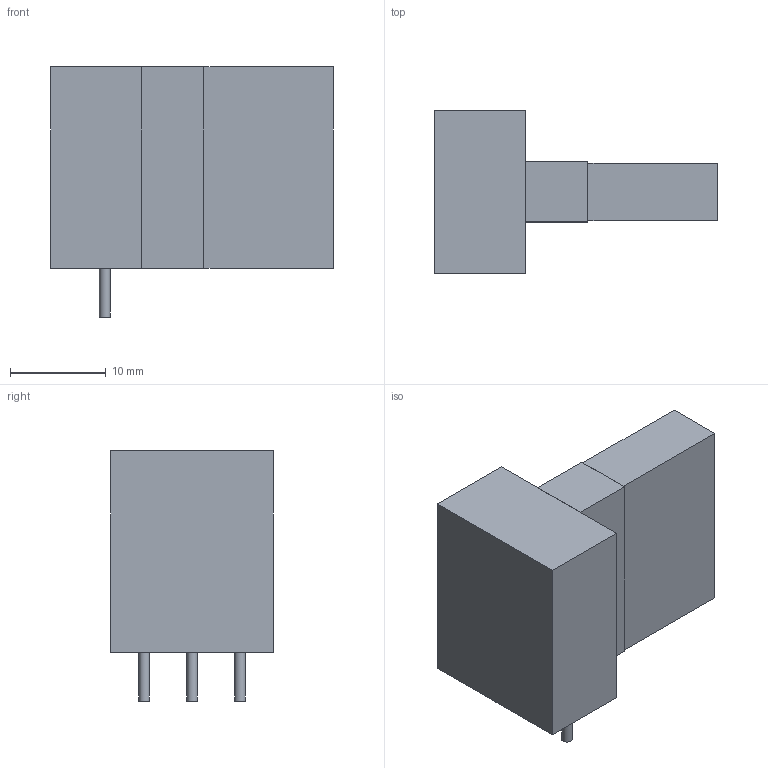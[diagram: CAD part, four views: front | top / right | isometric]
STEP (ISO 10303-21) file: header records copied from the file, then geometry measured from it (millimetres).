
FILE_DESCRIPTION(('FreeCAD Model'),'2;1');
FILE_NAME('980193.1.2.stp','2021-02-19T12:18:26',( 'Author'),(''),'Open CASCADE STEP processor 6.9','FreeCAD','Unknown' );
FILE_SCHEMA(('AUTOMOTIVE_DESIGN { 1 0 10303 214 1 1 1 1 }'));
Length unit declared in the file: millimetre
Products named in the file (3): ASSEMBLY; Body; Leads
Assembly tree (2 placements, depth 2):
  ASSEMBLY
    Body
    Leads
Bounding box: 29.5 x 17 x 26.1 mm (x, y, z)
Volume: 5960.7 mm3; surface area: 3093.5 mm2
Topology: 6 solids, 6 shells, 27 faces, 45 edges, 30 vertices
Faces by surface type: plane 24, cylinder 3
Full cylindrical faces by diameter (mm): 1.12 x3
Entity records: 1304 total; most frequent: DIRECTION 201, CARTESIAN_POINT 195, LINE 123, VECTOR 123, ORIENTED_EDGE 90, PCURVE 90, DEFINITIONAL_REPRESENTATION 90, EDGE_CURVE 45
